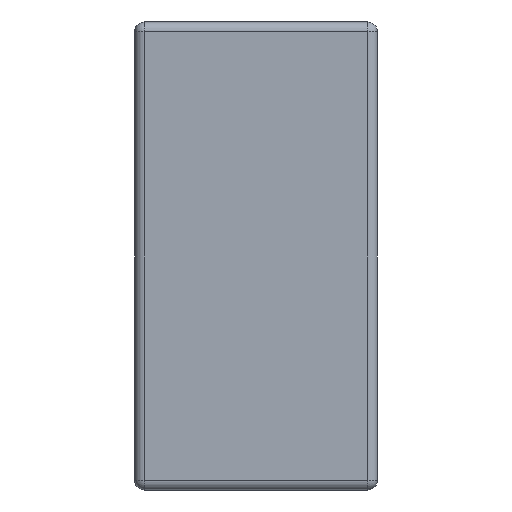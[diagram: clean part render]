
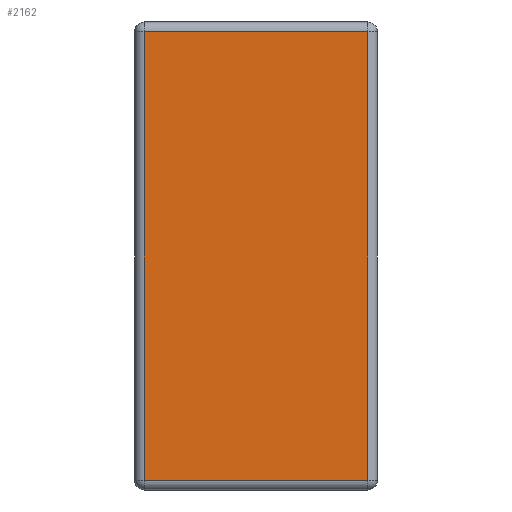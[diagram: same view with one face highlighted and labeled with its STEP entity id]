
A CAD part, left-side view. The second image highlights one B-rep face of the part: STEP entity #2162.
In plain terms, the highlighted planar face has unit normal (-1, 0, 0).
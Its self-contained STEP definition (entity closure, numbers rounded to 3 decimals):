
#17 = CARTESIAN_POINT ( 'NONE',  ( 0., 0.028, 0. ) ) ;
#87 = VECTOR ( 'NONE', #215, 1000. ) ;
#212 = EDGE_LOOP ( 'NONE', ( #2736, #1310, #771, #2624 ) ) ;
#215 = DIRECTION ( 'NONE',  ( 0., 0., 1. ) ) ;
#225 = VERTEX_POINT ( 'NONE', #1555 ) ;
#268 = VECTOR ( 'NONE', #1876, 1000. ) ;
#310 = DIRECTION ( 'NONE',  ( 0., 0., -1. ) ) ;
#351 = LINE ( 'NONE', #2564, #268 ) ;
#431 = DIRECTION ( 'NONE',  ( 0., 1., 0. ) ) ;
#511 = CARTESIAN_POINT ( 'NONE',  ( 0., 0.672, -1.35 ) ) ;
#533 = EDGE_CURVE ( 'NONE', #1778, #1072, #1026, .T. ) ;
#547 = CARTESIAN_POINT ( 'NONE',  ( 0., 0.672, -0.028 ) ) ;
#679 = DIRECTION ( 'NONE',  ( 0., 0., 1. ) ) ;
#746 = CARTESIAN_POINT ( 'NONE',  ( 0., 0.028, -1.322 ) ) ;
#771 = ORIENTED_EDGE ( 'NONE', *, *, #2205, .T. ) ;
#873 = CARTESIAN_POINT ( 'NONE',  ( 0., 0.028, -0.028 ) ) ;
#908 = VECTOR ( 'NONE', #431, 1000. ) ;
#968 = PLANE ( 'NONE',  #1751 ) ;
#1026 = LINE ( 'NONE', #17, #87 ) ;
#1072 = VERTEX_POINT ( 'NONE', #873 ) ;
#1271 = CARTESIAN_POINT ( 'NONE',  ( 0., 0., 0. ) ) ;
#1310 = ORIENTED_EDGE ( 'NONE', *, *, #533, .T. ) ;
#1407 = LINE ( 'NONE', #511, #1888 ) ;
#1534 = VERTEX_POINT ( 'NONE', #547 ) ;
#1555 = CARTESIAN_POINT ( 'NONE',  ( 0., 0.672, -1.322 ) ) ;
#1635 = FACE_OUTER_BOUND ( 'NONE', #212, .T. ) ;
#1728 = LINE ( 'NONE', #1887, #908 ) ;
#1751 = AXIS2_PLACEMENT_3D ( 'NONE', #1271, #2144, #679 ) ;
#1778 = VERTEX_POINT ( 'NONE', #746 ) ;
#1876 = DIRECTION ( 'NONE',  ( 0., -1., 0. ) ) ;
#1887 = CARTESIAN_POINT ( 'NONE',  ( 0., 0.7, -0.028 ) ) ;
#1888 = VECTOR ( 'NONE', #310, 1000. ) ;
#1934 = EDGE_CURVE ( 'NONE', #225, #1778, #351, .T. ) ;
#2144 = DIRECTION ( 'NONE',  ( -1., 0., 0. ) ) ;
#2162 = ADVANCED_FACE ( 'NONE', ( #1635 ), #968, .T. ) ;
#2205 = EDGE_CURVE ( 'NONE', #1072, #1534, #1728, .T. ) ;
#2564 = CARTESIAN_POINT ( 'NONE',  ( 0., 0., -1.322 ) ) ;
#2624 = ORIENTED_EDGE ( 'NONE', *, *, #2703, .T. ) ;
#2703 = EDGE_CURVE ( 'NONE', #1534, #225, #1407, .T. ) ;
#2736 = ORIENTED_EDGE ( 'NONE', *, *, #1934, .T. ) ;
